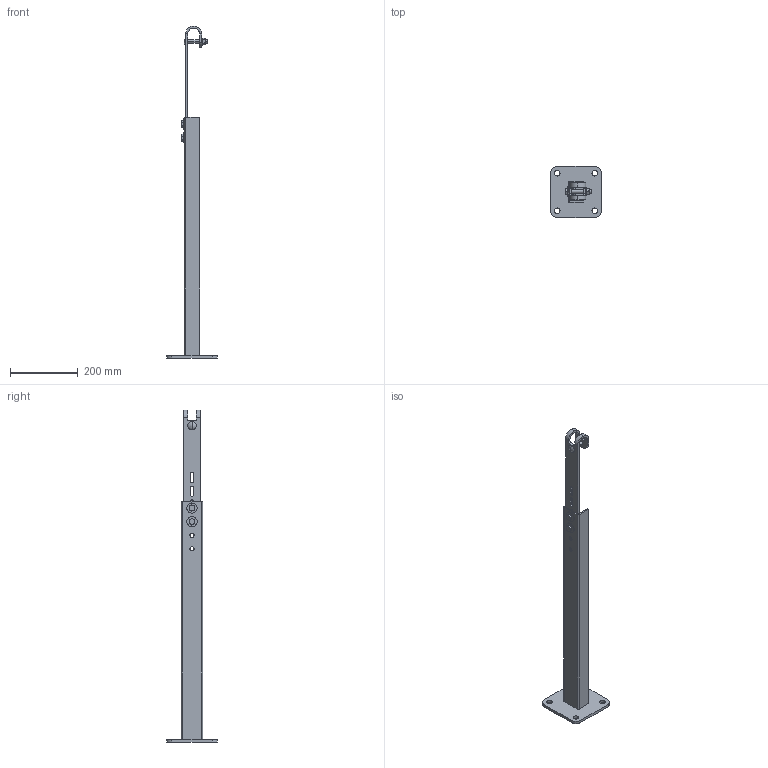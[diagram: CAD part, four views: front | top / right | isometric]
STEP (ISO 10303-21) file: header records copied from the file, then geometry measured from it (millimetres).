
FILE_DESCRIPTION (( 'STEP AP214' ), '1' );
FILE_NAME ('0928442400.STEP', '2024-07-08T07:39:26', ( '' ), ( '' ), 'SwSTEP 2.0', 'SolidWorks 2022', '' );
FILE_SCHEMA (( 'AUTOMOTIVE_DESIGN' ));
Length unit declared in the file: millimetre
Products named in the file (1): 0928442400
Bounding box: 150 x 150 x 976.5 mm (x, y, z)
Volume: 699149.5 mm3; surface area: 313772.7 mm2
Topology: 14 solids, 14 shells, 276 faces, 636 edges, 391 vertices
Faces by surface type: plane 108, cylinder 88, cone 74, torus 4, sphere 2
Entity records: 11383 total; most frequent: CARTESIAN_POINT 1844, DIRECTION 1350, ORIENTED_EDGE 1272, EDGE_CURVE 636, AXIS2_PLACEMENT_3D 537, VERTEX_POINT 391, EDGE_LOOP 325, UNCERTAINTY_MEASURE_WITH_UNIT 292
